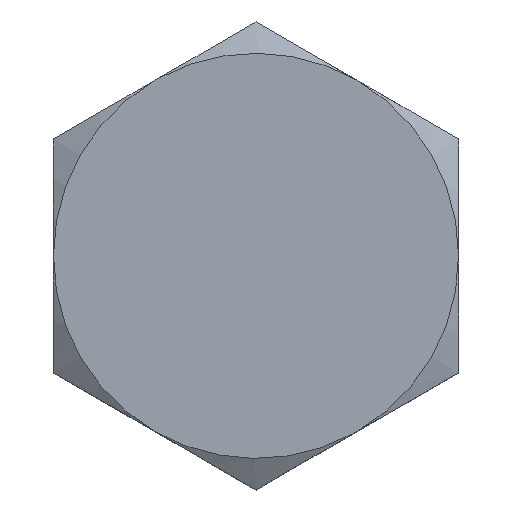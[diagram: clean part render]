
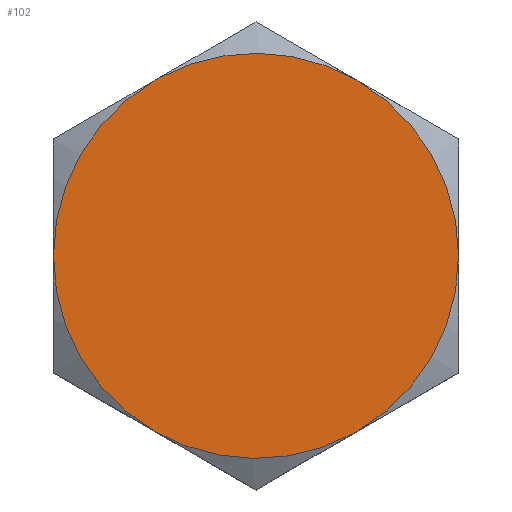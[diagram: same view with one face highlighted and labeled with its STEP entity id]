
A CAD part, top view. The second image highlights one B-rep face of the part: STEP entity #102.
In plain terms, the highlighted planar face has unit normal (0, 0, 1).
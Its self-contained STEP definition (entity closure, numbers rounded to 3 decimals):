
#31=CARTESIAN_POINT('Axis2P3D Location',(0.,11.,20.)) ;
#36=CARTESIAN_POINT('Axis2P3D Location',(0.,0.,20.)) ;
#40=CARTESIAN_POINT('Vertex',(-5.5,-9.526,20.)) ;
#42=CARTESIAN_POINT('Vertex',(5.274,-9.653,20.)) ;
#45=CARTESIAN_POINT('Axis2P3D Location',(0.,0.,20.)) ;
#49=CARTESIAN_POINT('Vertex',(5.5,-9.526,20.)) ;
#52=CARTESIAN_POINT('Axis2P3D Location',(0.,0.,20.)) ;
#56=CARTESIAN_POINT('Vertex',(11.,0.,20.)) ;
#59=CARTESIAN_POINT('Axis2P3D Location',(0.,0.,20.)) ;
#63=CARTESIAN_POINT('Vertex',(5.5,9.526,20.)) ;
#66=CARTESIAN_POINT('Axis2P3D Location',(0.,0.,20.)) ;
#70=CARTESIAN_POINT('Vertex',(-5.274,9.653,20.)) ;
#73=CARTESIAN_POINT('Axis2P3D Location',(0.,0.,20.)) ;
#77=CARTESIAN_POINT('Vertex',(-5.5,9.526,20.)) ;
#80=CARTESIAN_POINT('Axis2P3D Location',(0.,0.,20.)) ;
#84=CARTESIAN_POINT('Vertex',(-11.,0.,20.)) ;
#87=CARTESIAN_POINT('Axis2P3D Location',(0.,0.,20.)) ;
#32=DIRECTION('Axis2P3D Direction',(0.,0.,1.)) ;
#33=DIRECTION('Axis2P3D XDirection',(1.,0.,0.)) ;
#37=DIRECTION('Axis2P3D Direction',(0.,0.,1.)) ;
#46=DIRECTION('Axis2P3D Direction',(0.,0.,1.)) ;
#53=DIRECTION('Axis2P3D Direction',(0.,0.,1.)) ;
#60=DIRECTION('Axis2P3D Direction',(0.,0.,1.)) ;
#67=DIRECTION('Axis2P3D Direction',(0.,0.,1.)) ;
#74=DIRECTION('Axis2P3D Direction',(0.,0.,1.)) ;
#81=DIRECTION('Axis2P3D Direction',(0.,0.,1.)) ;
#88=DIRECTION('Axis2P3D Direction',(0.,0.,1.)) ;
#34=AXIS2_PLACEMENT_3D('Plane Axis2P3D',#31,#32,#33) ;
#38=AXIS2_PLACEMENT_3D('Circle Axis2P3D',#36,#37,$) ;
#47=AXIS2_PLACEMENT_3D('Circle Axis2P3D',#45,#46,$) ;
#54=AXIS2_PLACEMENT_3D('Circle Axis2P3D',#52,#53,$) ;
#61=AXIS2_PLACEMENT_3D('Circle Axis2P3D',#59,#60,$) ;
#68=AXIS2_PLACEMENT_3D('Circle Axis2P3D',#66,#67,$) ;
#75=AXIS2_PLACEMENT_3D('Circle Axis2P3D',#73,#74,$) ;
#82=AXIS2_PLACEMENT_3D('Circle Axis2P3D',#80,#81,$) ;
#89=AXIS2_PLACEMENT_3D('Circle Axis2P3D',#87,#88,$) ;
#39=CIRCLE('generated circle',#38,11.) ;
#48=CIRCLE('generated circle',#47,11.) ;
#55=CIRCLE('generated circle',#54,11.) ;
#62=CIRCLE('generated circle',#61,11.) ;
#69=CIRCLE('generated circle',#68,11.) ;
#76=CIRCLE('generated circle',#75,11.) ;
#83=CIRCLE('generated circle',#82,11.) ;
#90=CIRCLE('generated circle',#89,11.) ;
#35=PLANE('',#34) ;
#44=EDGE_CURVE('',#41,#43,#39,.T.) ;
#51=EDGE_CURVE('',#43,#50,#48,.T.) ;
#58=EDGE_CURVE('',#50,#57,#55,.T.) ;
#65=EDGE_CURVE('',#57,#64,#62,.T.) ;
#72=EDGE_CURVE('',#64,#71,#69,.T.) ;
#79=EDGE_CURVE('',#71,#78,#76,.T.) ;
#86=EDGE_CURVE('',#78,#85,#83,.T.) ;
#91=EDGE_CURVE('',#85,#41,#90,.T.) ;
#93=ORIENTED_EDGE('',*,*,#44,.T.) ;
#94=ORIENTED_EDGE('',*,*,#51,.T.) ;
#95=ORIENTED_EDGE('',*,*,#58,.T.) ;
#96=ORIENTED_EDGE('',*,*,#65,.T.) ;
#97=ORIENTED_EDGE('',*,*,#72,.T.) ;
#98=ORIENTED_EDGE('',*,*,#79,.T.) ;
#99=ORIENTED_EDGE('',*,*,#86,.T.) ;
#100=ORIENTED_EDGE('',*,*,#91,.T.) ;
#92=EDGE_LOOP('',(#93,#94,#95,#96,#97,#98,#99,#100)) ;
#41=VERTEX_POINT('',#40) ;
#43=VERTEX_POINT('',#42) ;
#50=VERTEX_POINT('',#49) ;
#57=VERTEX_POINT('',#56) ;
#64=VERTEX_POINT('',#63) ;
#71=VERTEX_POINT('',#70) ;
#78=VERTEX_POINT('',#77) ;
#85=VERTEX_POINT('',#84) ;
#102=ADVANCED_FACE('PartBody',(#101),#35,.T.) ;
#101=FACE_OUTER_BOUND('',#92,.T.) ;
